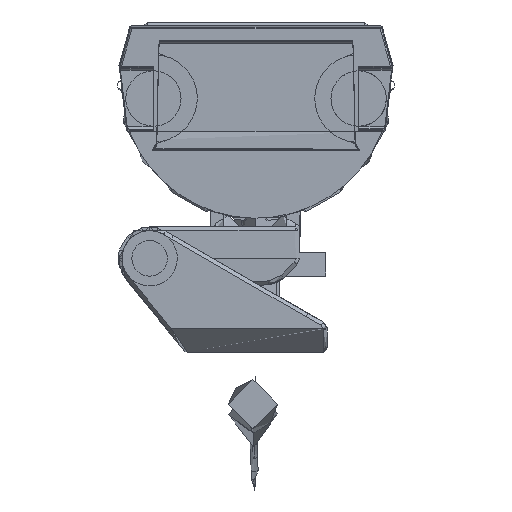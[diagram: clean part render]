
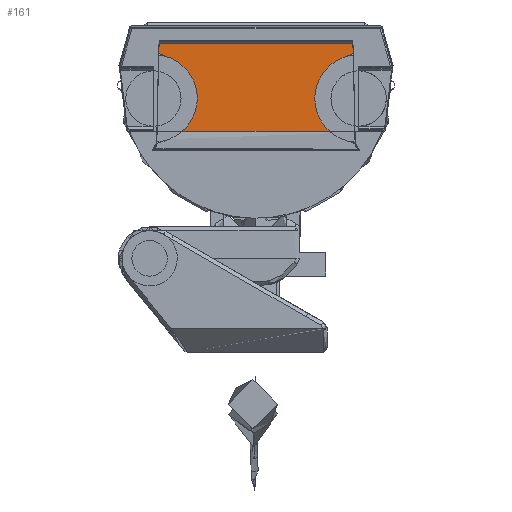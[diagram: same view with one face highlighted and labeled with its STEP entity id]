
A CAD part, left-side view. The second image highlights one B-rep face of the part: STEP entity #161.
In plain terms, the highlighted planar face has unit normal (-1, 0, 0).
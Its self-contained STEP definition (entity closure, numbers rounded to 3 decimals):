
#161=ADVANCED_FACE('',(#1394),#19081,.T.);
#1394=FACE_OUTER_BOUND('',#2627,.T.);
#2627=EDGE_LOOP('',(#3918,#3919,#3920,#3921,#3922,#3923,#3924,#3925));
#3918=ORIENTED_EDGE('',*,*,#10024,.T.);
#3919=ORIENTED_EDGE('',*,*,#9923,.T.);
#3920=ORIENTED_EDGE('',*,*,#10012,.T.);
#3921=ORIENTED_EDGE('',*,*,#10016,.T.);
#3922=ORIENTED_EDGE('',*,*,#10021,.T.);
#3923=ORIENTED_EDGE('',*,*,#10027,.T.);
#3924=ORIENTED_EDGE('',*,*,#10033,.T.);
#3925=ORIENTED_EDGE('',*,*,#10030,.T.);
#9923=EDGE_CURVE('',#16349,#16350,#14922,.T.);
#10012=EDGE_CURVE('',#16350,#16351,#13196,.T.);
#10016=EDGE_CURVE('',#16351,#16352,#13200,.T.);
#10021=EDGE_CURVE('',#16352,#16353,#13205,.T.);
#10024=EDGE_CURVE('',#16348,#16349,#13208,.T.);
#10027=EDGE_CURVE('',#16353,#16354,#13211,.T.);
#10030=EDGE_CURVE('',#16355,#16348,#13214,.T.);
#10033=EDGE_CURVE('',#16354,#16355,#13217,.T.);
#13196=(
BOUNDED_CURVE()
B_SPLINE_CURVE(2,(#23811,#23812,#23813,#23814,#23815),.UNSPECIFIED.,.F.,
 .F.)
B_SPLINE_CURVE_WITH_KNOTS((3,2,3),(0.,0.807,1.615),
 .UNSPECIFIED.)
CURVE()
GEOMETRIC_REPRESENTATION_ITEM()
RATIONAL_B_SPLINE_CURVE((1.,0.727,1.,0.727,1.))
REPRESENTATION_ITEM('')
);
#13200=(
BOUNDED_CURVE()
B_SPLINE_CURVE(2,(#23827,#23828,#23829,#23830,#23831),.UNSPECIFIED.,.F.,
 .F.)
B_SPLINE_CURVE_WITH_KNOTS((3,2,3),(0.,8.796,17.593),
 .UNSPECIFIED.)
CURVE()
GEOMETRIC_REPRESENTATION_ITEM()
RATIONAL_B_SPLINE_CURVE((1.,0.739,1.,0.739,1.))
REPRESENTATION_ITEM('')
);
#13205=(
BOUNDED_CURVE()
B_SPLINE_CURVE(2,(#23845,#23846,#23847,#23848,#23849),.UNSPECIFIED.,.F.,
 .F.)
B_SPLINE_CURVE_WITH_KNOTS((3,2,3),(0.,0.312,0.624),
 .UNSPECIFIED.)
CURVE()
GEOMETRIC_REPRESENTATION_ITEM()
RATIONAL_B_SPLINE_CURVE((1.,0.868,1.,0.868,1.))
REPRESENTATION_ITEM('')
);
#13208=(
BOUNDED_CURVE()
B_SPLINE_CURVE(2,(#23858,#23859,#23860,#23861,#23862),.UNSPECIFIED.,.F.,
 .F.)
B_SPLINE_CURVE_WITH_KNOTS((3,2,3),(0.,0.828,1.655),
 .UNSPECIFIED.)
CURVE()
GEOMETRIC_REPRESENTATION_ITEM()
RATIONAL_B_SPLINE_CURVE((1.,0.727,1.,0.727,1.))
REPRESENTATION_ITEM('')
);
#13211=(
BOUNDED_CURVE()
B_SPLINE_CURVE(2,(#23871,#23872,#23873,#23874,#23875),.UNSPECIFIED.,.F.,
 .F.)
B_SPLINE_CURVE_WITH_KNOTS((3,2,3),(0.,15.157,30.314),
 .UNSPECIFIED.)
CURVE()
GEOMETRIC_REPRESENTATION_ITEM()
RATIONAL_B_SPLINE_CURVE((1.,0.88,1.,0.88,1.))
REPRESENTATION_ITEM('')
);
#13214=(
BOUNDED_CURVE()
B_SPLINE_CURVE(2,(#23884,#23885,#23886,#23887,#23888),.UNSPECIFIED.,.F.,
 .F.)
B_SPLINE_CURVE_WITH_KNOTS((3,2,3),(0.,8.783,17.566),
 .UNSPECIFIED.)
CURVE()
GEOMETRIC_REPRESENTATION_ITEM()
RATIONAL_B_SPLINE_CURVE((1.,0.74,1.,0.74,1.))
REPRESENTATION_ITEM('')
);
#13217=(
BOUNDED_CURVE()
B_SPLINE_CURVE(2,(#23897,#23898,#23899,#23900,#23901),.UNSPECIFIED.,.F.,
 .F.)
B_SPLINE_CURVE_WITH_KNOTS((3,2,3),(0.,0.312,0.624),
 .UNSPECIFIED.)
CURVE()
GEOMETRIC_REPRESENTATION_ITEM()
RATIONAL_B_SPLINE_CURVE((1.,0.868,1.,0.868,1.))
REPRESENTATION_ITEM('')
);
#14922=B_SPLINE_CURVE_WITH_KNOTS('',1,(#23501,#23502),.UNSPECIFIED.,.F.,
 .F.,(2,2),(0.,24.521),.UNSPECIFIED.);
#16348=VERTEX_POINT('',#23404);
#16349=VERTEX_POINT('',#23405);
#16350=VERTEX_POINT('',#23406);
#16351=VERTEX_POINT('',#23407);
#16352=VERTEX_POINT('',#23408);
#16353=VERTEX_POINT('',#23409);
#16354=VERTEX_POINT('',#23410);
#16355=VERTEX_POINT('',#23411);
#19081=PLANE('',#19633);
#19633=AXIS2_PLACEMENT_3D('',#20406,#20017,$);
#20017=DIRECTION('',(-1.,0.,0.));
#20406=CARTESIAN_POINT('',(-1.,16.086,-17.948));
#23404=CARTESIAN_POINT('',(-1.,-12.316,3.91));
#23405=CARTESIAN_POINT('',(-1.,-12.253,5.));
#23406=CARTESIAN_POINT('',(-1.,12.267,5.));
#23407=CARTESIAN_POINT('',(-1.,12.327,3.937));
#23408=CARTESIAN_POINT('',(-1.,12.574,-7.912));
#23409=CARTESIAN_POINT('',(-1.,12.804,-8.376));
#23410=CARTESIAN_POINT('',(-1.,-12.789,-8.398));
#23411=CARTESIAN_POINT('',(-1.,-12.56,-7.934));
#23501=CARTESIAN_POINT('',(-1.,-12.253,5.));
#23502=CARTESIAN_POINT('',(-1.,12.267,5.));
#23811=CARTESIAN_POINT('',(-1.,12.267,5.));
#23812=CARTESIAN_POINT('',(-1.,12.771,5.));
#23813=CARTESIAN_POINT('',(-1.,12.799,4.497));
#23814=CARTESIAN_POINT('',(-1.,12.828,3.994));
#23815=CARTESIAN_POINT('',(-1.,12.327,3.937));
#23827=CARTESIAN_POINT('',(-1.,12.327,3.937));
#23828=CARTESIAN_POINT('',(-1.,6.939,3.322));
#23829=CARTESIAN_POINT('',(-1.,7.052,-2.1));
#23830=CARTESIAN_POINT('',(-1.,7.165,-7.523));
#23831=CARTESIAN_POINT('',(-1.,12.574,-7.912));
#23845=CARTESIAN_POINT('',(-1.,12.574,-7.912));
#23846=CARTESIAN_POINT('',(-1.,12.746,-7.924));
#23847=CARTESIAN_POINT('',(-1.,12.822,-8.078));
#23848=CARTESIAN_POINT('',(-1.,12.898,-8.232));
#23849=CARTESIAN_POINT('',(-1.,12.804,-8.376));
#23858=CARTESIAN_POINT('',(-1.,-12.316,3.91));
#23859=CARTESIAN_POINT('',(-1.,-12.829,3.969));
#23860=CARTESIAN_POINT('',(-1.,-12.799,4.484));
#23861=CARTESIAN_POINT('',(-1.,-12.77,5.));
#23862=CARTESIAN_POINT('',(-1.,-12.253,5.));
#23871=CARTESIAN_POINT('',(-1.,12.804,-8.376));
#23872=CARTESIAN_POINT('',(-1.,8.279,-15.293));
#23873=CARTESIAN_POINT('',(-1.,0.014,-15.3));
#23874=CARTESIAN_POINT('',(-1.,-8.252,-15.308));
#23875=CARTESIAN_POINT('',(-1.,-12.789,-8.398));
#23884=CARTESIAN_POINT('',(-1.,-12.56,-7.934));
#23885=CARTESIAN_POINT('',(-1.,-7.163,-7.534));
#23886=CARTESIAN_POINT('',(-1.,-7.052,-2.123));
#23887=CARTESIAN_POINT('',(-1.,-6.94,3.288));
#23888=CARTESIAN_POINT('',(-1.,-12.316,3.91));
#23897=CARTESIAN_POINT('',(-1.,-12.789,-8.398));
#23898=CARTESIAN_POINT('',(-1.,-12.884,-8.255));
#23899=CARTESIAN_POINT('',(-1.,-12.808,-8.101));
#23900=CARTESIAN_POINT('',(-1.,-12.732,-7.947));
#23901=CARTESIAN_POINT('',(-1.,-12.56,-7.934));
